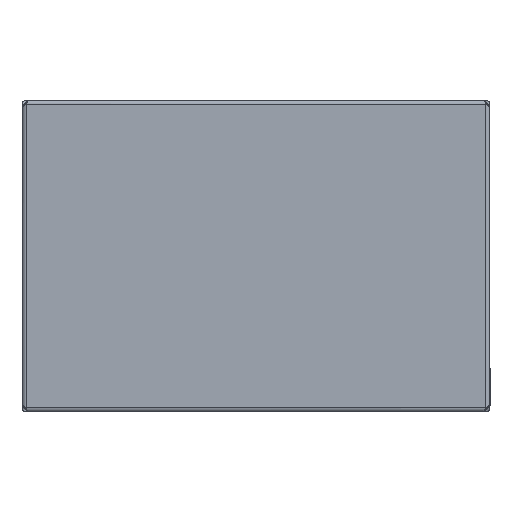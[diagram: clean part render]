
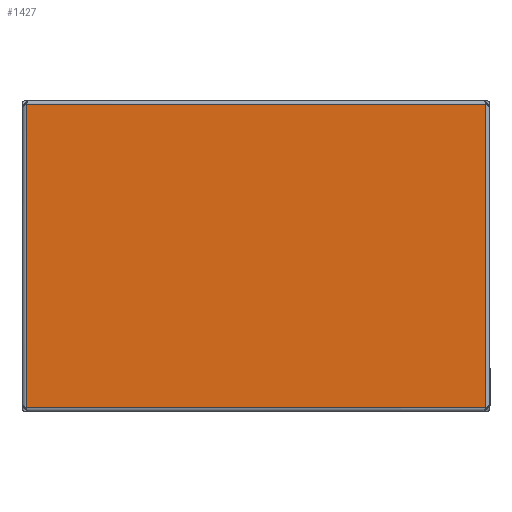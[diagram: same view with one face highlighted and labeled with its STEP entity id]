
A CAD part, front view. The second image highlights one B-rep face of the part: STEP entity #1427.
In plain terms, the highlighted planar face has unit normal (0, -1, 0).
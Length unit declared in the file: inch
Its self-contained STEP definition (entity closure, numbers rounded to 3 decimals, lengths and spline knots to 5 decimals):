
#112 = ORIENTED_EDGE ( 'NONE', *, *, #3234, .T. ) ;
#381 = VECTOR ( 'NONE', #1744, 39.37008 ) ;
#409 = LINE ( 'NONE', #5653, #1339 ) ;
#510 = EDGE_CURVE ( 'NONE', #730, #3168, #409, .T. ) ;
#730 = VERTEX_POINT ( 'NONE', #1035 ) ;
#835 = CARTESIAN_POINT ( 'NONE',  ( -8.83352, 0., 0. ) ) ;
#1035 = CARTESIAN_POINT ( 'NONE',  ( 8.83352, 0., -12.66504 ) ) ;
#1051 = LINE ( 'NONE', #2778, #381 ) ;
#1227 = ORIENTED_EDGE ( 'NONE', *, *, #5789, .T. ) ;
#1339 = VECTOR ( 'NONE', #4411, 39.37008 ) ;
#1427 = ADVANCED_FACE ( 'NONE', ( #3915 ), #5703, .T. ) ;
#1744 = DIRECTION ( 'NONE',  ( -1., 0., 0. ) ) ;
#1995 = VECTOR ( 'NONE', #5533, 39.37008 ) ;
#2608 = DIRECTION ( 'NONE',  ( 0., -1., 0. ) ) ;
#2671 = EDGE_LOOP ( 'NONE', ( #3142, #1227, #5924, #112 ) ) ;
#2778 = CARTESIAN_POINT ( 'NONE',  ( -17.9548, 0., -0.99806 ) ) ;
#3142 = ORIENTED_EDGE ( 'NONE', *, *, #5163, .T. ) ;
#3168 = VERTEX_POINT ( 'NONE', #4310 ) ;
#3234 = EDGE_CURVE ( 'NONE', #3168, #5840, #1051, .T. ) ;
#3669 = VERTEX_POINT ( 'NONE', #6134 ) ;
#3790 = AXIS2_PLACEMENT_3D ( 'NONE', #7433, #2608, #5618 ) ;
#3915 = FACE_OUTER_BOUND ( 'NONE', #2671, .T. ) ;
#4310 = CARTESIAN_POINT ( 'NONE',  ( 8.83352, 0., -0.99806 ) ) ;
#4411 = DIRECTION ( 'NONE',  ( 0., 0., 1. ) ) ;
#4632 = CARTESIAN_POINT ( 'NONE',  ( -17.9548, 0., -12.66504 ) ) ;
#5163 = EDGE_CURVE ( 'NONE', #5840, #3669, #6112, .T. ) ;
#5533 = DIRECTION ( 'NONE',  ( 0., 0., -1. ) ) ;
#5618 = DIRECTION ( 'NONE',  ( 0., 0., -1. ) ) ;
#5653 = CARTESIAN_POINT ( 'NONE',  ( 8.83352, 0., 0. ) ) ;
#5703 = PLANE ( 'NONE',  #3790 ) ;
#5789 = EDGE_CURVE ( 'NONE', #3669, #730, #6523, .T. ) ;
#5840 = VERTEX_POINT ( 'NONE', #7023 ) ;
#5924 = ORIENTED_EDGE ( 'NONE', *, *, #510, .T. ) ;
#6112 = LINE ( 'NONE', #835, #1995 ) ;
#6134 = CARTESIAN_POINT ( 'NONE',  ( -8.83352, 0., -12.66504 ) ) ;
#6487 = VECTOR ( 'NONE', #6951, 39.37008 ) ;
#6523 = LINE ( 'NONE', #4632, #6487 ) ;
#6951 = DIRECTION ( 'NONE',  ( 1., 0., 0. ) ) ;
#7023 = CARTESIAN_POINT ( 'NONE',  ( -8.83352, 0., -0.99806 ) ) ;
#7433 = CARTESIAN_POINT ( 'NONE',  ( -17.9548, 0., 0. ) ) ;
